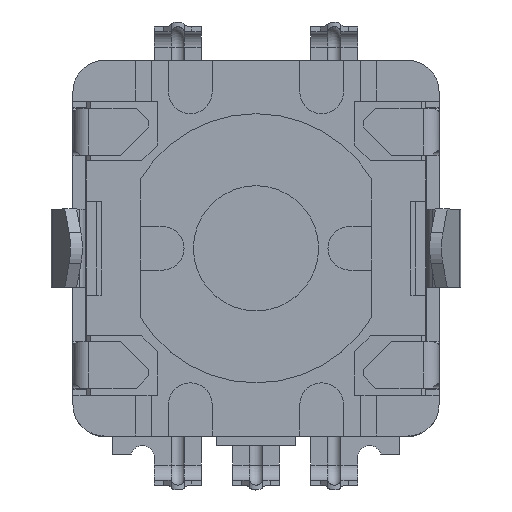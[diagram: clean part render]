
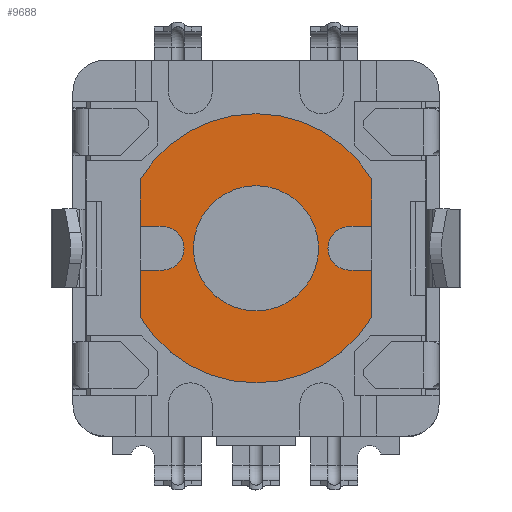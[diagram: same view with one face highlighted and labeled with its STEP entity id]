
A CAD part, top view. The second image highlights one B-rep face of the part: STEP entity #9688.
In plain terms, the highlighted planar face has unit normal (0, 0, 1).
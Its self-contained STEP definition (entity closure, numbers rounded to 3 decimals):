
#36=FACE_BOUND('',#3497,.T.);
#188=PLANE('',#10380);
#866=LINE('',#15074,#1955);
#868=LINE('',#15078,#1957);
#869=LINE('',#15081,#1958);
#870=LINE('',#15083,#1959);
#871=LINE('',#15084,#1960);
#872=LINE('',#15085,#1961);
#873=LINE('',#15087,#1962);
#874=LINE('',#15090,#1963);
#1955=VECTOR('',#11863,1000.);
#1957=VECTOR('',#11867,1000.);
#1958=VECTOR('',#11870,1000.);
#1959=VECTOR('',#11871,1000.);
#1960=VECTOR('',#11872,1000.);
#1961=VECTOR('',#11873,1000.);
#1962=VECTOR('',#11874,1000.);
#1963=VECTOR('',#11877,1000.);
#2960=FACE_OUTER_BOUND('',#3496,.T.);
#3496=EDGE_LOOP('',(#7187,#7188,#7189,#7190,#7191,#7192,#7193,#7194,#7195,
#7196,#7197,#7198));
#3497=EDGE_LOOP('',(#7199,#7200));
#3850=CIRCLE('',#10054,4.3);
#3892=CIRCLE('',#10109,2.);
#3893=CIRCLE('',#10110,2.);
#3955=CIRCLE('',#10318,0.7);
#3957=CIRCLE('',#10321,0.7);
#3978=CIRCLE('',#10381,4.3);
#4084=VERTEX_POINT('',#13454);
#4085=VERTEX_POINT('',#13455);
#4136=VERTEX_POINT('',#13571);
#4137=VERTEX_POINT('',#13572);
#4417=VERTEX_POINT('',#14924);
#4418=VERTEX_POINT('',#14926);
#4419=VERTEX_POINT('',#14930);
#4422=VERTEX_POINT('',#14935);
#4453=VERTEX_POINT('',#15072);
#4454=VERTEX_POINT('',#15076);
#4455=VERTEX_POINT('',#15080);
#4456=VERTEX_POINT('',#15082);
#4457=VERTEX_POINT('',#15086);
#4458=VERTEX_POINT('',#15088);
#4927=EDGE_CURVE('',#4084,#4085,#3850,.T.);
#4979=EDGE_CURVE('',#4136,#4137,#3892,.T.);
#4980=EDGE_CURVE('',#4137,#4136,#3893,.T.);
#5390=EDGE_CURVE('',#4418,#4417,#3955,.T.);
#5395=EDGE_CURVE('',#4419,#4422,#3957,.T.);
#5464=EDGE_CURVE('',#4417,#4453,#866,.T.);
#5466=EDGE_CURVE('',#4454,#4418,#868,.T.);
#5467=EDGE_CURVE('',#4455,#4419,#869,.T.);
#5468=EDGE_CURVE('',#4422,#4456,#870,.T.);
#5469=EDGE_CURVE('',#4456,#4085,#871,.T.);
#5470=EDGE_CURVE('',#4084,#4454,#872,.T.);
#5471=EDGE_CURVE('',#4453,#4457,#873,.T.);
#5472=EDGE_CURVE('',#4458,#4457,#3978,.T.);
#5473=EDGE_CURVE('',#4458,#4455,#874,.T.);
#7187=ORIENTED_EDGE('',*,*,#5467,.T.);
#7188=ORIENTED_EDGE('',*,*,#5395,.T.);
#7189=ORIENTED_EDGE('',*,*,#5468,.T.);
#7190=ORIENTED_EDGE('',*,*,#5469,.T.);
#7191=ORIENTED_EDGE('',*,*,#4927,.F.);
#7192=ORIENTED_EDGE('',*,*,#5470,.T.);
#7193=ORIENTED_EDGE('',*,*,#5466,.T.);
#7194=ORIENTED_EDGE('',*,*,#5390,.T.);
#7195=ORIENTED_EDGE('',*,*,#5464,.T.);
#7196=ORIENTED_EDGE('',*,*,#5471,.T.);
#7197=ORIENTED_EDGE('',*,*,#5472,.F.);
#7198=ORIENTED_EDGE('',*,*,#5473,.T.);
#7199=ORIENTED_EDGE('',*,*,#4979,.T.);
#7200=ORIENTED_EDGE('',*,*,#4980,.T.);
#9688=ADVANCED_FACE('',(#2960,#36),#188,.T.);
#10054=AXIS2_PLACEMENT_3D('',#13456,#10826,#10827);
#10109=AXIS2_PLACEMENT_3D('',#13573,#10946,#10947);
#10110=AXIS2_PLACEMENT_3D('',#13574,#10948,#10949);
#10318=AXIS2_PLACEMENT_3D('',#14927,#11690,#11691);
#10321=AXIS2_PLACEMENT_3D('',#14937,#11699,#11700);
#10380=AXIS2_PLACEMENT_3D('',#15079,#11868,#11869);
#10381=AXIS2_PLACEMENT_3D('',#15089,#11875,#11876);
#10826=DIRECTION('center_axis',(0.,0.,-1.));
#10827=DIRECTION('ref_axis',(0.,1.,0.));
#10946=DIRECTION('center_axis',(0.,0.,-1.));
#10947=DIRECTION('ref_axis',(0.,1.,0.));
#10948=DIRECTION('center_axis',(0.,0.,-1.));
#10949=DIRECTION('ref_axis',(0.,1.,0.));
#11690=DIRECTION('center_axis',(0.,0.,-1.));
#11691=DIRECTION('ref_axis',(0.,-1.,0.));
#11699=DIRECTION('center_axis',(0.,0.,-1.));
#11700=DIRECTION('ref_axis',(0.,-1.,0.));
#11863=DIRECTION('',(-1.,0.,0.));
#11867=DIRECTION('',(1.,0.,0.));
#11868=DIRECTION('center_axis',(0.,0.,
1.));
#11869=DIRECTION('ref_axis',(0.,-1.,0.));
#11870=DIRECTION('',(-1.,0.,0.));
#11871=DIRECTION('',(1.,0.,0.));
#11872=DIRECTION('',(0.,1.,0.));
#11873=DIRECTION('',(0.,-1.,0.));
#11874=DIRECTION('',(0.,-1.,0.));
#11875=DIRECTION('center_axis',(0.,0.,-1.));
#11876=DIRECTION('ref_axis',(0.,1.,0.));
#11877=DIRECTION('',(0.,1.,0.));
#13454=CARTESIAN_POINT('',(-3.7,2.191,-0.15));
#13455=CARTESIAN_POINT('',(3.7,2.191,-0.15));
#13456=CARTESIAN_POINT('Origin',(0.,0.,
-0.15));
#13571=CARTESIAN_POINT('',(2.,0.,-0.15));
#13572=CARTESIAN_POINT('',(0.,-2.,-0.15));
#13573=CARTESIAN_POINT('Origin',(0.,0.,
-0.15));
#13574=CARTESIAN_POINT('Origin',(0.,0.,
-0.15));
#14924=CARTESIAN_POINT('',(-3.,-0.7,-0.15));
#14926=CARTESIAN_POINT('',(-3.,0.7,-0.15));
#14927=CARTESIAN_POINT('Origin',(-3.,0.,
-0.15));
#14930=CARTESIAN_POINT('',(3.,-0.7,-0.15));
#14935=CARTESIAN_POINT('',(3.,0.7,-0.15));
#14937=CARTESIAN_POINT('Origin',(3.,0.,
-0.15));
#15072=CARTESIAN_POINT('',(-3.7,-0.7,-0.15));
#15074=CARTESIAN_POINT('',(0.,-0.7,-0.15));
#15076=CARTESIAN_POINT('',(-3.7,0.7,-0.15));
#15078=CARTESIAN_POINT('',(0.,0.7,-0.15));
#15079=CARTESIAN_POINT('Origin',(0.,0.,
-0.15));
#15080=CARTESIAN_POINT('',(3.7,-0.7,-0.15));
#15081=CARTESIAN_POINT('',(0.,-0.7,-0.15));
#15082=CARTESIAN_POINT('',(3.7,0.7,-0.15));
#15083=CARTESIAN_POINT('',(0.,0.7,-0.15));
#15084=CARTESIAN_POINT('',(3.7,-2.191,-0.15));
#15085=CARTESIAN_POINT('',(-3.7,2.191,-0.15));
#15086=CARTESIAN_POINT('',(-3.7,-2.191,-0.15));
#15087=CARTESIAN_POINT('',(-3.7,2.191,-0.15));
#15088=CARTESIAN_POINT('',(3.7,-2.191,-0.15));
#15089=CARTESIAN_POINT('Origin',(0.,0.,
-0.15));
#15090=CARTESIAN_POINT('',(3.7,-2.191,-0.15));
